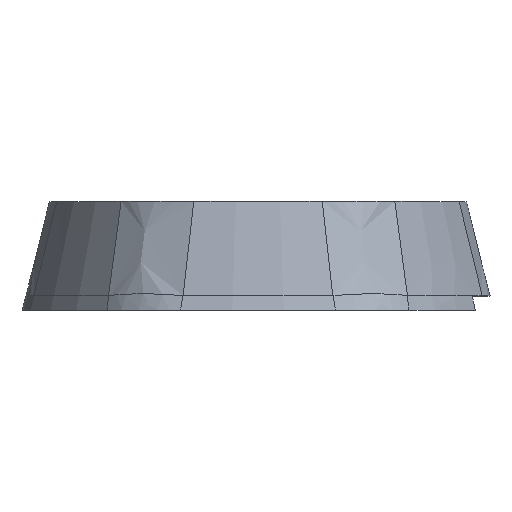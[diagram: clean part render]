
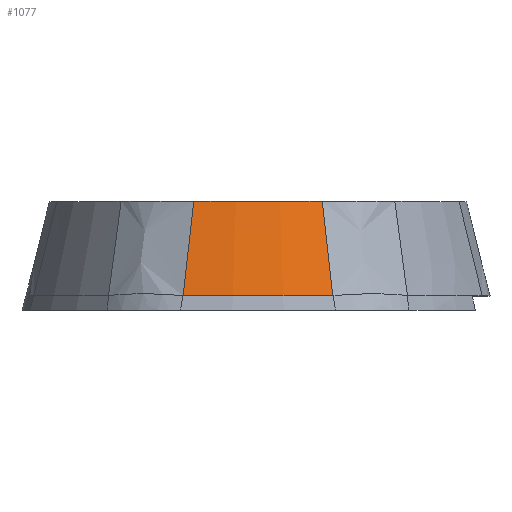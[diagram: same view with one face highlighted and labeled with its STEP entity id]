
A CAD part, top view. The second image highlights one B-rep face of the part: STEP entity #1077.
In plain terms, the highlighted free-form (B-spline) face has degree [3, 3] with [4, 4] control points.
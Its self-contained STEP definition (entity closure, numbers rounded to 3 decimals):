
#162=CIRCLE('',#1098,58.982);
#193=CIRCLE('',#1148,72.927);
#298=FACE_OUTER_BOUND('',#378,.T.);
#378=EDGE_LOOP('',(#986,#987,#988,#989));
#413=B_SPLINE_CURVE_WITH_KNOTS('',3,(#2293,#2294,#2295,#2296),
 .UNSPECIFIED.,.F.,.F.,(4,4),(-1.546,0.),
 .UNSPECIFIED.);
#426=B_SPLINE_CURVE_WITH_KNOTS('',3,(#2510,#2511,#2512,#2513),
 .UNSPECIFIED.,.F.,.F.,(4,4),(0.,1.546),
 .UNSPECIFIED.);
#442=VERTEX_POINT('',#1618);
#443=VERTEX_POINT('',#1656);
#504=VERTEX_POINT('',#2292);
#511=VERTEX_POINT('',#2502);
#547=EDGE_CURVE('',#442,#443,#162,.T.);
#620=EDGE_CURVE('',#443,#504,#413,.T.);
#633=EDGE_CURVE('',#511,#442,#426,.T.);
#666=EDGE_CURVE('',#511,#504,#193,.T.);
#986=ORIENTED_EDGE('',*,*,#620,.F.);
#987=ORIENTED_EDGE('',*,*,#547,.F.);
#988=ORIENTED_EDGE('',*,*,#633,.F.);
#989=ORIENTED_EDGE('',*,*,#666,.T.);
#1011=B_SPLINE_SURFACE_WITH_KNOTS('',3,3,((#2752,#2753,#2754,#2755),(#2756,
#2757,#2758,#2759),(#2760,#2761,#2762,#2763),(#2764,#2765,#2766,#2767)),
 .UNSPECIFIED.,.F.,.F.,.F.,(4,4),(4,4),(0.188,0.812),
(0.,1.),.UNSPECIFIED.);
#1077=ADVANCED_FACE('',(#298),#1011,.T.);
#1098=AXIS2_PLACEMENT_3D('',#1657,#1197,#1198);
#1148=AXIS2_PLACEMENT_3D('',#2689,#1337,#1338);
#1197=DIRECTION('center_axis',(0.,1.,0.));
#1198=DIRECTION('ref_axis',(-0.288,0.,0.958));
#1337=DIRECTION('center_axis',(0.,1.,0.));
#1338=DIRECTION('ref_axis',(-0.26,0.,0.966));
#1618=CARTESIAN_POINT('',(-10.219,15.,31.036));
#1656=CARTESIAN_POINT('',(10.219,15.,31.036));
#1657=CARTESIAN_POINT('Origin',(0.,15.,-27.054));
#2292=CARTESIAN_POINT('',(11.895,0.,34.313));
#2293=CARTESIAN_POINT('Ctrl Pts',(10.219,15.,31.036));
#2294=CARTESIAN_POINT('Ctrl Pts',(10.774,10.,32.126));
#2295=CARTESIAN_POINT('Ctrl Pts',(11.332,5.,33.219));
#2296=CARTESIAN_POINT('Ctrl Pts',(11.895,0.,
34.313));
#2502=CARTESIAN_POINT('',(-11.895,0.,34.313));
#2510=CARTESIAN_POINT('Ctrl Pts',(-11.895,0.,
34.313));
#2511=CARTESIAN_POINT('Ctrl Pts',(-11.332,5.,33.219));
#2512=CARTESIAN_POINT('Ctrl Pts',(-10.774,10.,32.126));
#2513=CARTESIAN_POINT('Ctrl Pts',(-10.219,15.,31.036));
#2689=CARTESIAN_POINT('Origin',(0.,0.,-37.637));
#2752=CARTESIAN_POINT('Ctrl Pts',(-11.895,0.,34.313));
#2753=CARTESIAN_POINT('Ctrl Pts',(-11.494,5.,33.192));
#2754=CARTESIAN_POINT('Ctrl Pts',(-11.094,10.,32.071));
#2755=CARTESIAN_POINT('Ctrl Pts',(-10.693,15.,30.95));
#2756=CARTESIAN_POINT('Ctrl Pts',(-4.036,0.,35.612));
#2757=CARTESIAN_POINT('Ctrl Pts',(-3.905,5.,34.492));
#2758=CARTESIAN_POINT('Ctrl Pts',(-3.774,10.,33.37));
#2759=CARTESIAN_POINT('Ctrl Pts',(-3.643,15.,32.25));
#2760=CARTESIAN_POINT('Ctrl Pts',(4.036,0.,35.612));
#2761=CARTESIAN_POINT('Ctrl Pts',(3.905,5.,34.492));
#2762=CARTESIAN_POINT('Ctrl Pts',(3.774,10.,33.37));
#2763=CARTESIAN_POINT('Ctrl Pts',(3.643,15.,32.25));
#2764=CARTESIAN_POINT('Ctrl Pts',(11.895,0.,34.313));
#2765=CARTESIAN_POINT('Ctrl Pts',(11.494,5.,33.192));
#2766=CARTESIAN_POINT('Ctrl Pts',(11.094,10.,32.071));
#2767=CARTESIAN_POINT('Ctrl Pts',(10.693,15.,30.95));
